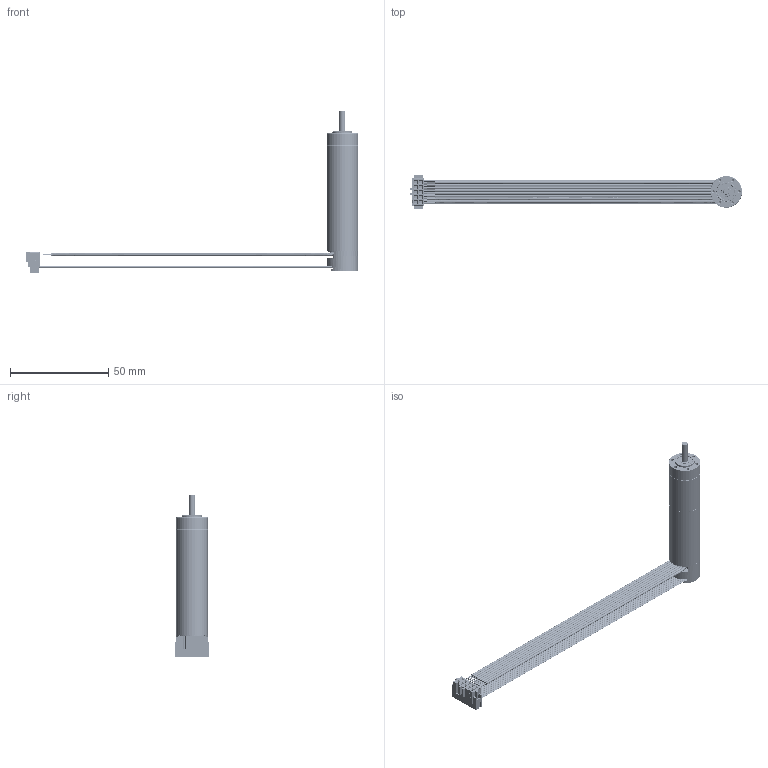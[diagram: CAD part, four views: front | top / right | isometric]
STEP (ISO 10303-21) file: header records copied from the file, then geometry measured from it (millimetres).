
FILE_DESCRIPTION((''),'2;1');
FILE_NAME('4611180000247_ASM','2022-08-05T10:31:00',('MS05792'),(''),'CREO PARAMETRIC BY PTC INC, 2018100','CREO PARAMETRIC BY PTC INC, 2018100','');
FILE_SCHEMA(('CONFIG_CONTROL_DESIGN'));
Length unit declared in the file: millimetre
Products named in the file (62): 4219130000583; 4613101100176; 4613102000627_ASM; 4613104500033_AF1; 4613102300037_AF0_ASM; 4219120100400; 4713101002575; 4715450000171; 4713120011816_ASM; 4634140206717_AF4; 4713120010416_AF0_ASM; 4394000100224; 4219121304882; 4331101000213; 4332101105611; 4394000100222; 4693220000728; 4394000100221; 4613107700053_ASM; 4394000100345; 4219121305092; 4294440200074; 3627410000135; 4613152000027_ASM; 4611180000252_ASM; 4693220001076; 4219120100626; 4294404001948; 4713101003104; 4716101001916; 4716101001917; 4716101001933; 4711141001076; 4712101502429; 4711141000876; 4713120011972_ASM; 4634140209186; 4713120012107_ASM; 4394000100435; 4716141000187_ASM ...
Assembly tree (189 placements, depth 7):
  4611180000247_ASM
    4696320000361_ASM
      4611180000252_ASM
        4613152000027_ASM
          4613102300037_AF0_ASM
            4219130000583
            4613102000627_ASM
              4613101100176  x107
            4613104500033_AF1
          4713120010416_AF0_ASM
            4219120100400
            4713120011816_ASM
              4713101002575
              4715450000171  x3
            4634140206717_AF4
          4394000100224
          4219121304882
          4331101000213  x2
          4613107700053_ASM
            4332101105611
            4394000100222
            4693220000728
            4394000100221
          4394000100345
          4219121305092
          4294440200074
          3627410000135
      4693220001076
      4716141000187_ASM
        4219120100626
        4294404001948  x2
        4713120012107_ASM
          4713120011972_ASM
            4713101003104
            4716101001916
            4716101001917
            4716101001933
            4711141001076  x2
            4712101502429
            4711141000876
          4634140209186
        4394000100435
      4332401001005_ASM
        4219121304835
        4331101000754  x2
        4333201500829
        4219120100671_ASM
          4219120100637
          4332101104972  x3
          4332301101407  x3
          4219120100636
        4294440100447  x2
        4219120100639_ASM
          4219120100635
          4332101104972  x3
        4332301101409
        4332301101407  x3
        4219120100638_ASM
          4219120100634
          4332101104972  x3
Bounding box: 168.88 x 17.3 x 82.58 mm (x, y, z)
Volume: 15177.6 mm3; surface area: 51863.8 mm2
Topology: 179 solids, 193 shells, 7366 faces, 20007 edges, 13155 vertices
Faces by surface type: cylinder 4505, plane 1216, extrusion 658, torus 445, cone 419, sphere 64, bspline 55, revolution 4
Entity records: 104953 total; most frequent: CARTESIAN_POINT 31802, DIRECTION 15135, ORIENTED_EDGE 14886, EDGE_CURVE 7461, AXIS2_PLACEMENT_3D 5733, VERTEX_POINT 4847, VECTOR 3667, LINE 3301
